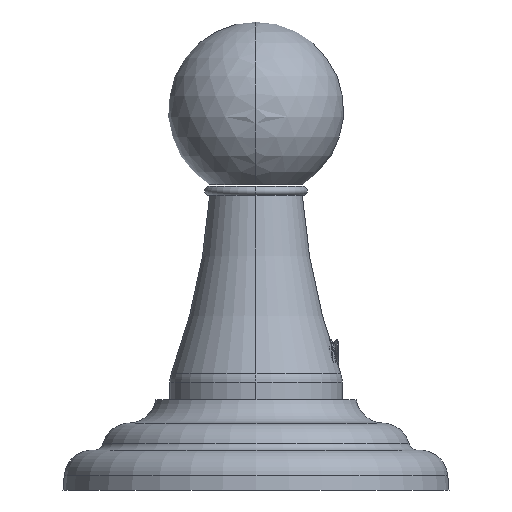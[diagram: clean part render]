
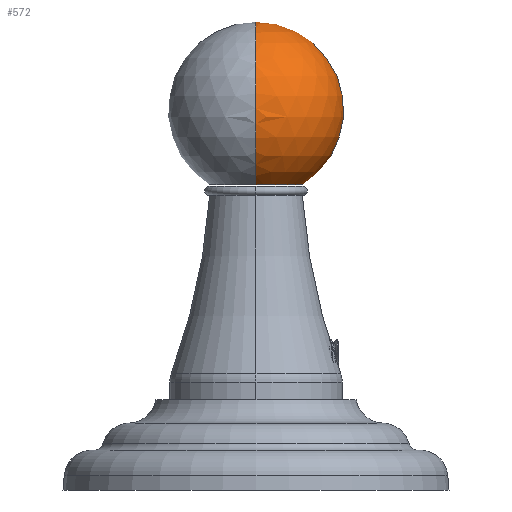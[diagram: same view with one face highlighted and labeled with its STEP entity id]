
A CAD part, left-side view. The second image highlights one B-rep face of the part: STEP entity #572.
In plain terms, the highlighted spherical face has radius 14.857 mm.
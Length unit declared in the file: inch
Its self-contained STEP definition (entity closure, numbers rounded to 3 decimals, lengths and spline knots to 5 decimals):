
#313=CARTESIAN_POINT('',(-9.156,0.,2.027));
#314=DIRECTION('',(0.,0.,-1.));
#315=DIRECTION('',(1.,0.,0.));
#316=AXIS2_PLACEMENT_3D('',#313,#314,#315);
#318=CARTESIAN_POINT('',(-8.66502,0.,2.8425));
#319=CARTESIAN_POINT('',(-8.66502,-0.01673,2.8425));
#320=CARTESIAN_POINT('',(-8.66502,-0.04918,
2.83992));
#321=CARTESIAN_POINT('',(-8.66501,-0.09661,
2.82872));
#322=CARTESIAN_POINT('',(-8.66499,-0.14081,
2.81087));
#323=CARTESIAN_POINT('',(-8.66497,-0.18147,
2.78695));
#324=CARTESIAN_POINT('',(-8.66495,-0.21845,
2.75706));
#325=CARTESIAN_POINT('',(-8.66492,-0.25149,
2.72094));
#326=CARTESIAN_POINT('',(-8.66487,-0.27945,
2.67855));
#327=CARTESIAN_POINT('',(-8.66488,-0.29364,
2.64715));
#328=CARTESIAN_POINT('',(-8.66488,-0.2995,
2.63058));
#330=CARTESIAN_POINT('',(-8.66502,0.,2.52458));
#331=DIRECTION('',(-1.,0.,0.));
#332=DIRECTION('',(0.,0.,-1.));
#333=AXIS2_PLACEMENT_3D('',#330,#331,#332);
#378=CARTESIAN_POINT('',(-9.156,0.,2.52458));
#379=DIRECTION('',(0.,-1.,0.));
#380=DIRECTION('',(0.526,0.,-0.851));
#381=AXIS2_PLACEMENT_3D('',#378,#379,#380);
#400=CARTESIAN_POINT('',(-9.156,0.,2.52458));
#401=DIRECTION('',(0.,-1.,0.));
#402=DIRECTION('',(0.839,0.,0.544));
#403=AXIS2_PLACEMENT_3D('',#400,#401,#402);
#405=CARTESIAN_POINT('',(-9.156,0.,2.52458));
#406=DIRECTION('',(0.,1.,0.));
#407=DIRECTION('',(-0.526,0.,-0.851));
#408=AXIS2_PLACEMENT_3D('',#405,#406,#407);
#481=CARTESIAN_POINT('',(-9.4635,0.,2.027));
#482=CARTESIAN_POINT('',(-9.156,0.,3.1095));
#483=VERTEX_POINT('',#481);
#484=VERTEX_POINT('',#482);
#489=CARTESIAN_POINT('',(-8.8485,0.,2.027));
#490=VERTEX_POINT('',#489);
#491=CARTESIAN_POINT('',(-8.66502,0.,2.20665));
#492=VERTEX_POINT('',#491);
#493=CARTESIAN_POINT('',(-8.66502,0.,2.8425));
#494=VERTEX_POINT('',#493);
#503=VERTEX_POINT('',#328);
#553=CARTESIAN_POINT('',(-9.156,0.,2.52458));
#554=DIRECTION('',(0.,0.,-1.));
#555=DIRECTION('',(-1.,0.,0.));
#556=AXIS2_PLACEMENT_3D('',#553,#554,#555);
#557=SPHERICAL_SURFACE('',#556,0.58492);
#559=ORIENTED_EDGE('',*,*,#558,.F.);
#561=ORIENTED_EDGE('',*,*,#560,.T.);
#563=ORIENTED_EDGE('',*,*,#562,.T.);
#565=ORIENTED_EDGE('',*,*,#564,.F.);
#567=ORIENTED_EDGE('',*,*,#566,.T.);
#569=ORIENTED_EDGE('',*,*,#568,.F.);
#570=EDGE_LOOP('',(#559,#561,#563,#565,#567,#569));
#571=FACE_OUTER_BOUND('',#570,.F.);
#572=ADVANCED_FACE('',(#571),#557,.T.);
#317=CIRCLE('',#316,0.3075);
#329=B_SPLINE_CURVE_WITH_KNOTS('',3,(#318,#319,#320,#321,#322,#323,#324,#325,
#326,#327,#328),.UNSPECIFIED.,.F.,.F.,(4,1,1,1,1,1,1,1,4),(0.,0.125,0.25,
0.375,0.5,0.625,0.75,0.875,1.),.UNSPECIFIED.);
#334=CIRCLE('',#333,0.31792);
#382=CIRCLE('',#381,0.58492);
#404=CIRCLE('',#403,0.58492);
#409=CIRCLE('',#408,0.58492);
#558=EDGE_CURVE('',#490,#492,#382,.T.);
#560=EDGE_CURVE('',#490,#483,#317,.T.);
#562=EDGE_CURVE('',#483,#484,#409,.T.);
#564=EDGE_CURVE('',#494,#484,#404,.T.);
#566=EDGE_CURVE('',#494,#503,#329,.T.);
#568=EDGE_CURVE('',#492,#503,#334,.T.);
